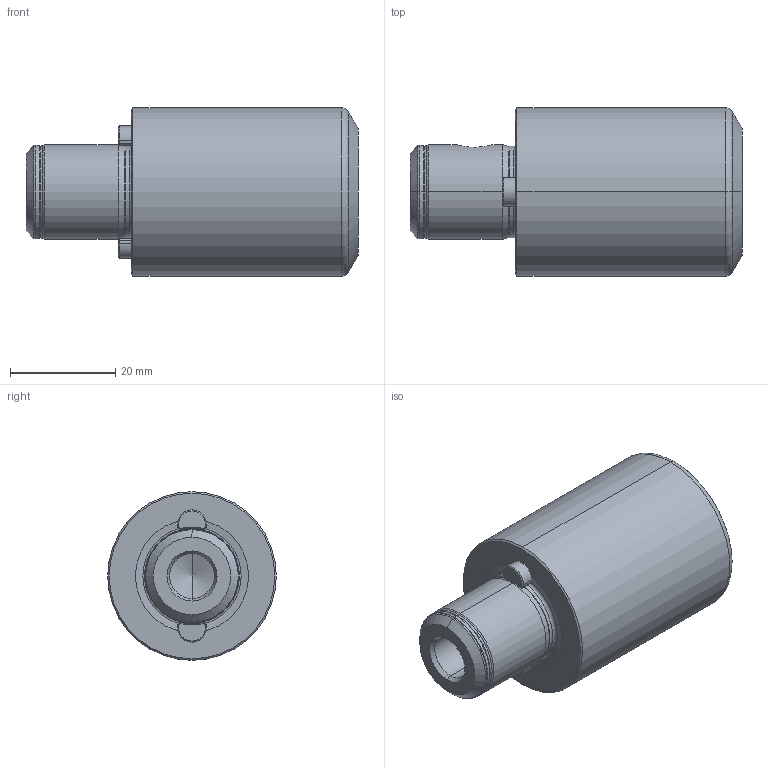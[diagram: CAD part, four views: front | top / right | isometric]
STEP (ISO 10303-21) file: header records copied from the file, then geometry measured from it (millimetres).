
FILE_DESCRIPTION (( 'STEP AP203' ), '1' );
FILE_NAME ('595.032.032.038.STEP', '2024-09-02T11:26:18', ( '' ), ( '' ), 'SwSTEP 2.0', 'SolidWorks 2022', '' );
FILE_SCHEMA (( 'CONFIG_CONTROL_DESIGN' ));
Length unit declared in the file: millimetre
Products named in the file (3): ST3-ER2.001.007_A; CWF-ST3.032.043_B; 595.032.032.038
Assembly tree (3 placements, depth 2):
  595.032.032.038
    CWF-ST3.032.043_B
    ST3-ER2.001.007_A  x2
Bounding box: 63 x 32 x 32 mm (x, y, z)
Volume: 36465.9 mm3; surface area: 8345.1 mm2
Topology: 3 solids, 3 shells, 112 faces, 242 edges, 133 vertices
Faces by surface type: cone 50, cylinder 35, torus 18, plane 9
Entity records: 2856 total; most frequent: CARTESIAN_POINT 527, DIRECTION 485, ORIENTED_EDGE 380, AXIS2_PLACEMENT_3D 209, EDGE_CURVE 190, CIRCLE 112, VERTEX_POINT 107, EDGE_LOOP 97
